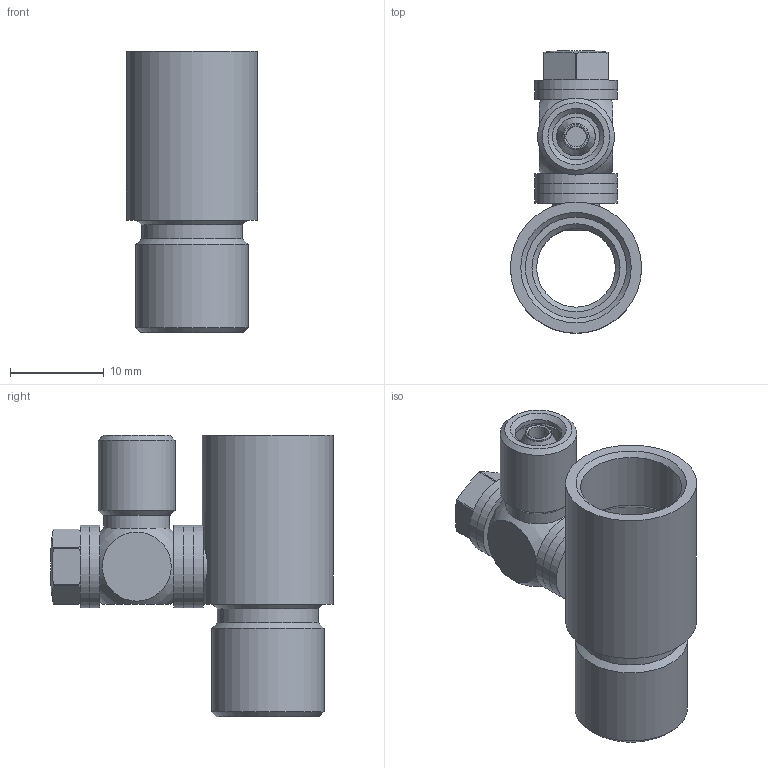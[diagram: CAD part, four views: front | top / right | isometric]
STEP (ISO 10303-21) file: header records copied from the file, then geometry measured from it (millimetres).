
FILE_DESCRIPTION (( 'STEP AP214' ), '1' );
FILE_NAME ('ACCSAP.STEP', '2014-11-03T14:15:02', ( 'qwe' ), ( '' ), 'SwSTEP 2.0', 'SolidWorks 2014', '' );
FILE_SCHEMA (( 'AUTOMOTIVE_DESIGN' ));
Length unit declared in the file: millimetre
Products named in the file (4): 65003 Fiberdichtung f黵 M5; 65002 Winkelverschraubung M5; 1C046 LBV-Rohr; ACCSAP
Assembly tree (7 placements, depth 2):
  ACCSAP
    1C046 LBV-Rohr
    65002 Winkelverschraubung M5
    65003 Fiberdichtung f黵 M5  x5
Bounding box: 14 x 30.2 x 30 mm (x, y, z)
Volume: 3156.4 mm3; surface area: 4187.3 mm2
Topology: 7 solids, 7 shells, 97 faces, 201 edges, 129 vertices
Faces by surface type: cylinder 35, plane 33, cone 22, torus 6, sphere 1
Full cylindrical faces by diameter (mm): 2.2 x2, 2.5 x1, 2.8 x1, 3.5 x1, 4 x1, 5 x8, 6 x1, 7 x1, 7.2 x1, 8.2 x1, 8.4 x1, 8.8 x5, 10.8 x2, 12 x1, 12.4 x1, 14 x1
Entity records: 2345 total; most frequent: CARTESIAN_POINT 567, DIRECTION 354, ORIENTED_EDGE 234, AXIS2_PLACEMENT_3D 168, EDGE_LOOP 146, EDGE_CURVE 117, FACE_OUTER_BOUND 109, VERTEX_POINT 99
